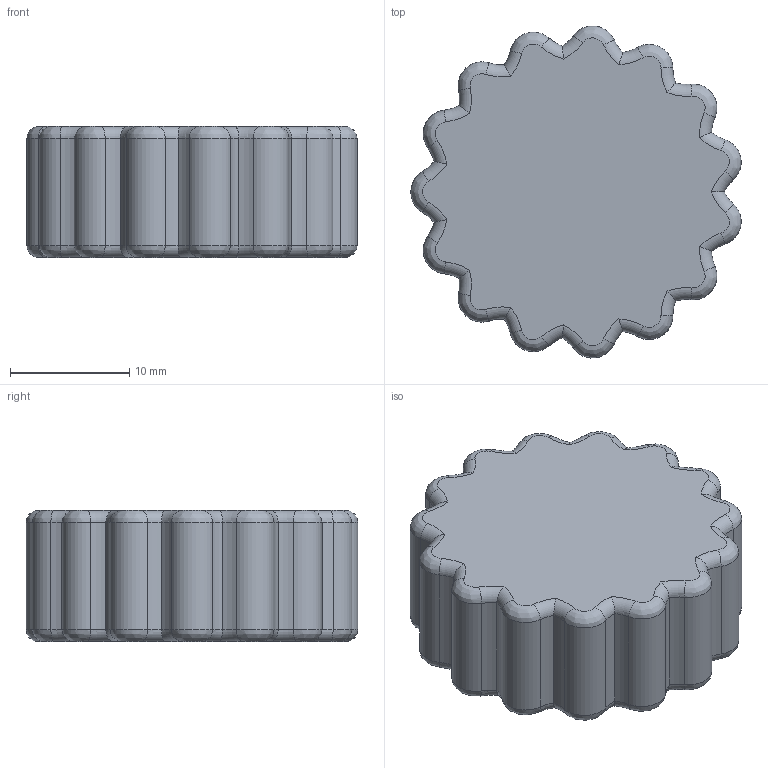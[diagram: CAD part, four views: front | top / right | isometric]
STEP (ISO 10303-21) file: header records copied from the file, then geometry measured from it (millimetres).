
FILE_DESCRIPTION(/* description */ (''),/* implementation_level */ '2;1');
FILE_NAME(/* name */ '62 - M8 press-fit head.stp',/* time_stamp */ '2023-01-17T11:03:01+01:00',/* author */ ('JN'),/* organization */ (''),/* preprocessor_version */ 'ST-DEVELOPER v18.1',/* originating_system */ 'Autodesk Inventor 2022',/* authorisation */ '');
FILE_SCHEMA (('AUTOMOTIVE_DESIGN { 1 0 10303 214 3 1 1 }'));
Length unit declared in the file: millimetre
Products named in the file (1): M4 pressfit head
Bounding box: 27.74 x 27.86 x 11 mm (x, y, z)
Volume: 5219.3 mm3; surface area: 2547.5 mm2
Topology: 1 solids, 1 shells, 153 faces, 350 edges, 201 vertices
Faces by surface type: torus 61, cylinder 52, bspline 30, plane 10
Full cylindrical faces by diameter (mm): 12.9 x1
Entity records: 4949 total; most frequent: CARTESIAN_POINT 1455, DIRECTION 818, ORIENTED_EDGE 700, AXIS2_PLACEMENT_3D 374, EDGE_CURVE 350, CIRCLE 244, VERTEX_POINT 201, EDGE_LOOP 155
